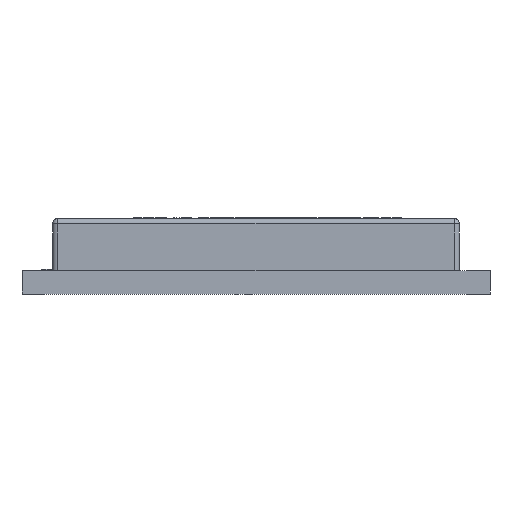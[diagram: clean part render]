
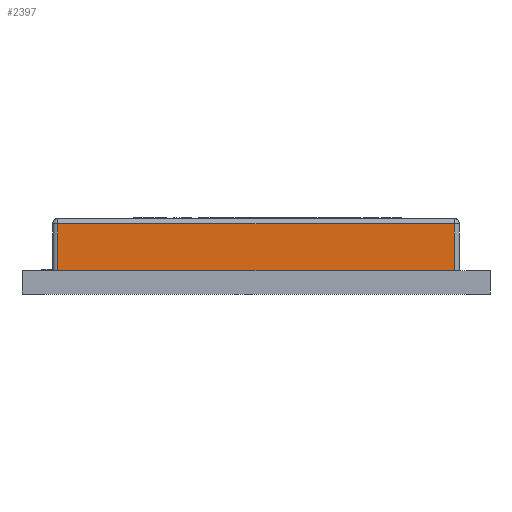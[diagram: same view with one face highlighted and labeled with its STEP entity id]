
A CAD part, front view. The second image highlights one B-rep face of the part: STEP entity #2397.
In plain terms, the highlighted planar face has unit normal (0, -1, 0).
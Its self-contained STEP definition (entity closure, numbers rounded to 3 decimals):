
#13=DIRECTION('',(0.,0.,1.));
#27=VECTOR('',#13,1.);
#68=DIRECTION('',(-1.,0.,0.));
#78=DIRECTION('',(0.,-1.,0.));
#109=VECTOR('',#68,1.);
#1149=VERTEX_POINT('',#1150);
#1150=CARTESIAN_POINT('',(-7.625,-6.,0.9));
#1154=ORIENTED_EDGE('',*,*,#1155,.F.);
#1155=EDGE_CURVE('',#1156,#1149,#1158,.T.);
#1156=VERTEX_POINT('',#1157);
#1157=CARTESIAN_POINT('',(7.625,-6.,0.9));
#1158=LINE('',#1159,#109);
#1159=CARTESIAN_POINT('',(7.825,-6.,0.9));
#2385=ORIENTED_EDGE('',*,*,#2386,.T.);
#2386=EDGE_CURVE('',#1156,#2387,#2389,.T.);
#2387=VERTEX_POINT('',#2388);
#2388=CARTESIAN_POINT('',(7.625,-6.,2.7));
#2389=LINE('',#1157,#27);
#2397=ADVANCED_FACE('',(#2398),#2408,.T.);
#2398=FACE_BOUND('',#2399,.T.);
#2399=EDGE_LOOP('',(#2385,#2400,#2405,#1154));
#2400=ORIENTED_EDGE('',*,*,#2401,.T.);
#2401=EDGE_CURVE('',#2387,#2402,#2404,.T.);
#2402=VERTEX_POINT('',#2403);
#2403=CARTESIAN_POINT('',(-7.625,-6.,2.7));
#2404=LINE('',#2388,#109);
#2405=ORIENTED_EDGE('',*,*,#2406,.F.);
#2406=EDGE_CURVE('',#1149,#2402,#2407,.T.);
#2407=LINE('',#1150,#27);
#2408=PLANE('',#2409);
#2409=AXIS2_PLACEMENT_3D('',#1159,#78,#68);
